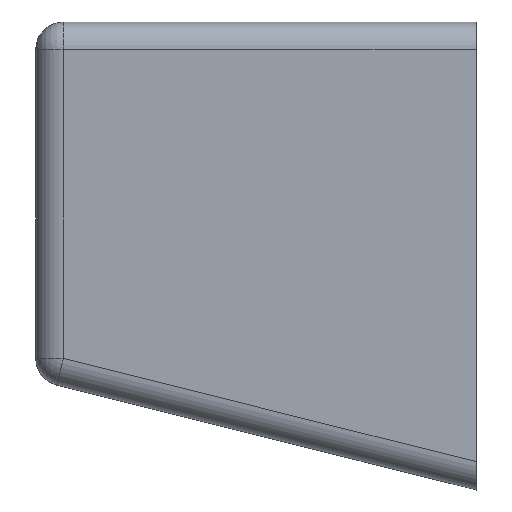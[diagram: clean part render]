
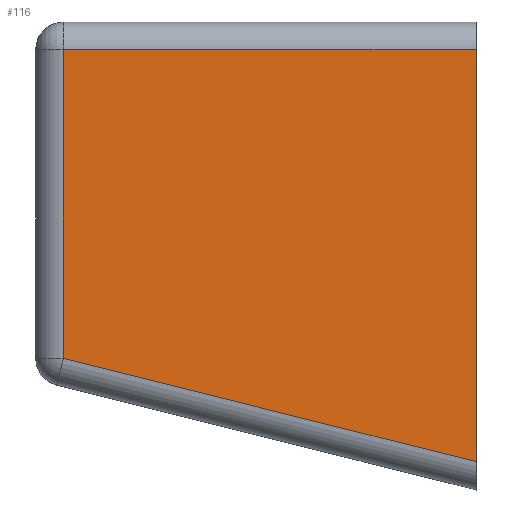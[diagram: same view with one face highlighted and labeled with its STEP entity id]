
A CAD part, left-side view. The second image highlights one B-rep face of the part: STEP entity #116.
In plain terms, the highlighted planar face has unit normal (-1, 0, 0).
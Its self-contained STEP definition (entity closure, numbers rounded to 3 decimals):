
#17 = DIRECTION ( 'NONE',  ( 0., 0., -1. ) ) ;
#47 = VECTOR ( 'NONE', #843, 1000. ) ;
#66 = CARTESIAN_POINT ( 'NONE',  ( -15., 15., -1. ) ) ;
#116 = ADVANCED_FACE ( 'NONE', ( #160 ), #250, .T. ) ;
#122 = CARTESIAN_POINT ( 'NONE',  ( -15., 0., -1. ) ) ;
#149 = VERTEX_POINT ( 'NONE', #122 ) ;
#160 = FACE_OUTER_BOUND ( 'NONE', #593, .T. ) ;
#184 = CARTESIAN_POINT ( 'NONE',  ( -15., 0., -15.969 ) ) ;
#223 = ORIENTED_EDGE ( 'NONE', *, *, #954, .T. ) ;
#244 = DIRECTION ( 'NONE',  ( 0., 0., 1. ) ) ;
#250 = PLANE ( 'NONE',  #395 ) ;
#263 = CARTESIAN_POINT ( 'NONE',  ( -15., 0., 0. ) ) ;
#264 = DIRECTION ( 'NONE',  ( 0., 1., 0. ) ) ;
#275 = CARTESIAN_POINT ( 'NONE',  ( -15., 3.757, -15.03 ) ) ;
#318 = DIRECTION ( 'NONE',  ( -1., 0., 0. ) ) ;
#319 = LINE ( 'NONE', #390, #840 ) ;
#332 = VERTEX_POINT ( 'NONE', #66 ) ;
#358 = LINE ( 'NONE', #275, #388 ) ;
#388 = VECTOR ( 'NONE', #649, 1000. ) ;
#390 = CARTESIAN_POINT ( 'NONE',  ( -15., 15., 0. ) ) ;
#395 = AXIS2_PLACEMENT_3D ( 'NONE', #263, #318, #244 ) ;
#437 = VERTEX_POINT ( 'NONE', #184 ) ;
#533 = LINE ( 'NONE', #752, #47 ) ;
#542 = ORIENTED_EDGE ( 'NONE', *, *, #877, .T. ) ;
#574 = VERTEX_POINT ( 'NONE', #1118 ) ;
#593 = EDGE_LOOP ( 'NONE', ( #223, #542, #1137, #607 ) ) ;
#607 = ORIENTED_EDGE ( 'NONE', *, *, #816, .T. ) ;
#649 = DIRECTION ( 'NONE',  ( 0., -0.97, -0.243 ) ) ;
#737 = LINE ( 'NONE', #996, #924 ) ;
#752 = CARTESIAN_POINT ( 'NONE',  ( -15., 0., -17. ) ) ;
#816 = EDGE_CURVE ( 'NONE', #149, #332, #737, .T. ) ;
#840 = VECTOR ( 'NONE', #17, 1000. ) ;
#843 = DIRECTION ( 'NONE',  ( 0., 0., -1. ) ) ;
#877 = EDGE_CURVE ( 'NONE', #574, #437, #358, .T. ) ;
#924 = VECTOR ( 'NONE', #264, 1000. ) ;
#954 = EDGE_CURVE ( 'NONE', #332, #574, #319, .T. ) ;
#978 = EDGE_CURVE ( 'NONE', #149, #437, #533, .T. ) ;
#996 = CARTESIAN_POINT ( 'NONE',  ( -15., 0., -1. ) ) ;
#1118 = CARTESIAN_POINT ( 'NONE',  ( -15., 15., -12.219 ) ) ;
#1137 = ORIENTED_EDGE ( 'NONE', *, *, #978, .F. ) ;
